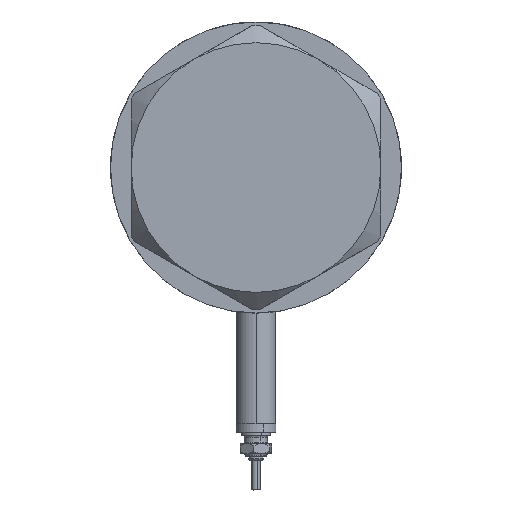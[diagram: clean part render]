
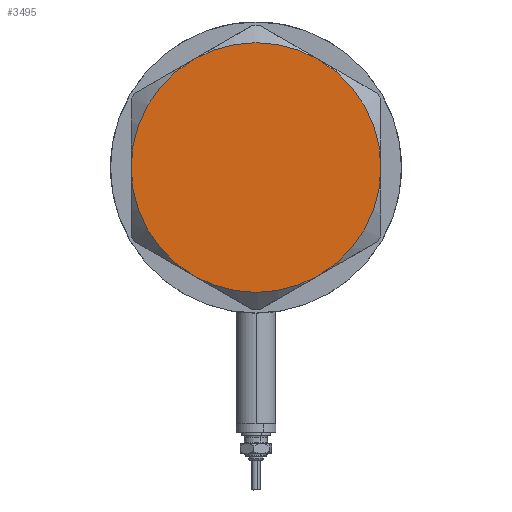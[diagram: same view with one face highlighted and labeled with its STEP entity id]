
A CAD part, left-side view. The second image highlights one B-rep face of the part: STEP entity #3495.
In plain terms, the highlighted face is planar.
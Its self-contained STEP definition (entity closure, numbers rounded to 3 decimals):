
#9 = AXIS2_PLACEMENT_3D ( 'NONE', #128, #2354, #1032 ) ;
#128 = CARTESIAN_POINT ( 'NONE',  ( 0., 0., 13. ) ) ;
#173 = DIRECTION ( 'NONE',  ( 0., 0., 1. ) ) ;
#185 = CIRCLE ( 'NONE', #1060, 37.75 ) ;
#294 = DIRECTION ( 'NONE',  ( 0., 0., 1. ) ) ;
#378 = CARTESIAN_POINT ( 'NONE',  ( -18.875, -32.692, 13. ) ) ;
#405 = DIRECTION ( 'NONE',  ( 0., 0., 1. ) ) ;
#756 = CIRCLE ( 'NONE', #2508, 37.75 ) ;
#1032 = DIRECTION ( 'NONE',  ( 1., 0., 0. ) ) ;
#1036 = ORIENTED_EDGE ( 'NONE', *, *, #2806, .T. ) ;
#1060 = AXIS2_PLACEMENT_3D ( 'NONE', #5468, #2183, #4970 ) ;
#1143 = VERTEX_POINT ( 'NONE', #1806 ) ;
#1194 = EDGE_CURVE ( 'NONE', #3133, #3497, #3581, .T. ) ;
#1321 = ORIENTED_EDGE ( 'NONE', *, *, #1194, .T. ) ;
#1383 = EDGE_CURVE ( 'NONE', #4500, #5284, #756, .T. ) ;
#1408 = DIRECTION ( 'NONE',  ( 0., 0., 1. ) ) ;
#1501 = DIRECTION ( 'NONE',  ( 1., 0., 0. ) ) ;
#1806 = CARTESIAN_POINT ( 'NONE',  ( 18.875, -32.692, 13. ) ) ;
#1882 = CARTESIAN_POINT ( 'NONE',  ( 0., 0., 13. ) ) ;
#1951 = CIRCLE ( 'NONE', #3502, 37.75 ) ;
#2026 = DIRECTION ( 'NONE',  ( 1., 0., 0. ) ) ;
#2091 = FACE_OUTER_BOUND ( 'NONE', #4630, .T. ) ;
#2183 = DIRECTION ( 'NONE',  ( 0., 0., 1. ) ) ;
#2232 = EDGE_CURVE ( 'NONE', #1143, #4500, #185, .T. ) ;
#2254 = CARTESIAN_POINT ( 'NONE',  ( -18.875, 32.692, 13. ) ) ;
#2354 = DIRECTION ( 'NONE',  ( 0., 0., 1. ) ) ;
#2369 = DIRECTION ( 'NONE',  ( 1., 0., 0. ) ) ;
#2508 = AXIS2_PLACEMENT_3D ( 'NONE', #4866, #405, #4041 ) ;
#2629 = CIRCLE ( 'NONE', #9, 37.75 ) ;
#2806 = EDGE_CURVE ( 'NONE', #3497, #4072, #2629, .T. ) ;
#2919 = PLANE ( 'NONE',  #3111 ) ;
#3111 = AXIS2_PLACEMENT_3D ( 'NONE', #4417, #173, #2026 ) ;
#3133 = VERTEX_POINT ( 'NONE', #2254 ) ;
#3179 = ORIENTED_EDGE ( 'NONE', *, *, #3718, .T. ) ;
#3480 = AXIS2_PLACEMENT_3D ( 'NONE', #3749, #1408, #1501 ) ;
#3495 = ADVANCED_FACE ( 'NONE', ( #2091 ), #2919, .T. ) ;
#3497 = VERTEX_POINT ( 'NONE', #3910 ) ;
#3502 = AXIS2_PLACEMENT_3D ( 'NONE', #5405, #294, #5032 ) ;
#3581 = CIRCLE ( 'NONE', #3480, 37.75 ) ;
#3657 = ORIENTED_EDGE ( 'NONE', *, *, #3829, .T. ) ;
#3718 = EDGE_CURVE ( 'NONE', #5284, #3133, #1951, .T. ) ;
#3749 = CARTESIAN_POINT ( 'NONE',  ( 0., 0., 13. ) ) ;
#3829 = EDGE_CURVE ( 'NONE', #4072, #1143, #5052, .T. ) ;
#3841 = CARTESIAN_POINT ( 'NONE',  ( 37.75, 0., 13. ) ) ;
#3910 = CARTESIAN_POINT ( 'NONE',  ( -37.75, 0., 13. ) ) ;
#4041 = DIRECTION ( 'NONE',  ( 1., 0., 0. ) ) ;
#4072 = VERTEX_POINT ( 'NONE', #378 ) ;
#4417 = CARTESIAN_POINT ( 'NONE',  ( 0., 0., 13. ) ) ;
#4500 = VERTEX_POINT ( 'NONE', #3841 ) ;
#4630 = EDGE_LOOP ( 'NONE', ( #5742, #4934, #3179, #1321, #1036, #3657 ) ) ;
#4700 = DIRECTION ( 'NONE',  ( 0., 0., 1. ) ) ;
#4866 = CARTESIAN_POINT ( 'NONE',  ( 0., 0., 13. ) ) ;
#4934 = ORIENTED_EDGE ( 'NONE', *, *, #1383, .T. ) ;
#4970 = DIRECTION ( 'NONE',  ( 1., 0., 0. ) ) ;
#5032 = DIRECTION ( 'NONE',  ( 1., 0., 0. ) ) ;
#5052 = CIRCLE ( 'NONE', #5834, 37.75 ) ;
#5284 = VERTEX_POINT ( 'NONE', #5492 ) ;
#5405 = CARTESIAN_POINT ( 'NONE',  ( 0., 0., 13. ) ) ;
#5468 = CARTESIAN_POINT ( 'NONE',  ( 0., 0., 13. ) ) ;
#5492 = CARTESIAN_POINT ( 'NONE',  ( 18.875, 32.692, 13. ) ) ;
#5742 = ORIENTED_EDGE ( 'NONE', *, *, #2232, .T. ) ;
#5834 = AXIS2_PLACEMENT_3D ( 'NONE', #1882, #4700, #2369 ) ;
